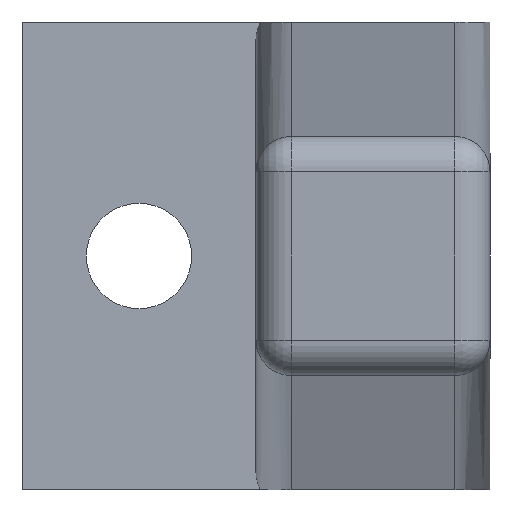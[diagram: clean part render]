
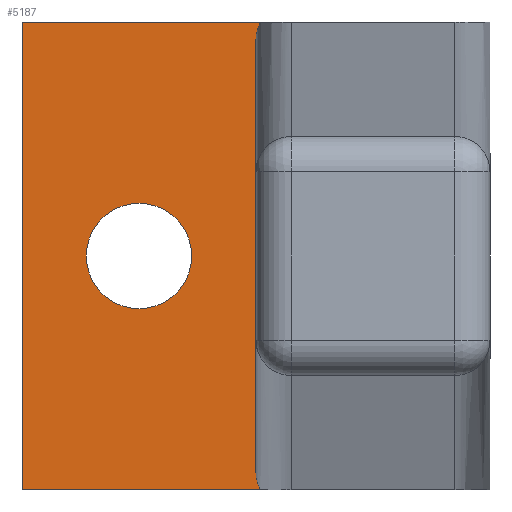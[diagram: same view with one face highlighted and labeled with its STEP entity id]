
A CAD part, front view. The second image highlights one B-rep face of the part: STEP entity #5187.
In plain terms, the highlighted planar face has unit normal (0, -1, 0).
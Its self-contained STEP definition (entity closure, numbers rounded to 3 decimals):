
#245 = DIRECTION ( 'NONE',  ( -1., 0., 0. ) ) ;
#589 = AXIS2_PLACEMENT_3D ( 'NONE', #6565, #4866, #3958 ) ;
#602 = LINE ( 'NONE', #4402, #5766 ) ;
#662 = CIRCLE ( 'NONE', #6715, 4.5 ) ;
#834 = DIRECTION ( 'NONE',  ( 0., 1., 0. ) ) ;
#951 = EDGE_CURVE ( 'NONE', #5645, #1574, #1083, .T. ) ;
#1020 = VECTOR ( 'NONE', #4829, 1000. ) ;
#1037 = CARTESIAN_POINT ( 'NONE',  ( 20.383, 25.714, 40. ) ) ;
#1060 = CARTESIAN_POINT ( 'NONE',  ( 20.13, 25.714, 39.548 ) ) ;
#1083 = LINE ( 'NONE', #6756, #3731 ) ;
#1103 = CARTESIAN_POINT ( 'NONE',  ( 10., 25.714, 24.5 ) ) ;
#1126 = CARTESIAN_POINT ( 'NONE',  ( 20., 25.714, 40. ) ) ;
#1358 = DIRECTION ( 'NONE',  ( 0., 1., 0. ) ) ;
#1512 = DIRECTION ( 'NONE',  ( 1., 0., 0. ) ) ;
#1574 = VERTEX_POINT ( 'NONE', #5724 ) ;
#1577 = EDGE_CURVE ( 'NONE', #4695, #3866, #1612, .T. ) ;
#1584 = CARTESIAN_POINT ( 'NONE',  ( 20.13, 25.714, 0.452 ) ) ;
#1612 =( BOUNDED_CURVE ( )  B_SPLINE_CURVE ( 3, ( #6276, #1584, #4778, #5247 ),
 .UNSPECIFIED., .F., .T. ) 
 B_SPLINE_CURVE_WITH_KNOTS ( ( 4, 4 ),
 ( 4.202, 4.712 ),
 .UNSPECIFIED. ) 
 CURVE ( )  GEOMETRIC_REPRESENTATION_ITEM ( )  RATIONAL_B_SPLINE_CURVE ( ( 1., 0.978, 0.978, 1. ) ) 
 REPRESENTATION_ITEM ( '' )  );
#1619 = LINE ( 'NONE', #3740, #3595 ) ;
#1636 = CARTESIAN_POINT ( 'NONE',  ( 20., 25.714, 39.047 ) ) ;
#1670 = FACE_OUTER_BOUND ( 'NONE', #4865, .T. ) ;
#1675 = EDGE_CURVE ( 'NONE', #5645, #4012, #1619, .T. ) ;
#2141 =( BOUNDED_CURVE ( )  B_SPLINE_CURVE ( 3, ( #3762, #1636, #1060, #5852 ),
 .UNSPECIFIED., .F., .T. ) 
 B_SPLINE_CURVE_WITH_KNOTS ( ( 4, 4 ),
 ( 4.712, 5.223 ),
 .UNSPECIFIED. ) 
 CURVE ( )  GEOMETRIC_REPRESENTATION_ITEM ( )  RATIONAL_B_SPLINE_CURVE ( ( 1., 0.978, 0.978, 1. ) ) 
 REPRESENTATION_ITEM ( '' )  );
#2284 = CARTESIAN_POINT ( 'NONE',  ( 0., 25.714, 40. ) ) ;
#2678 = DIRECTION ( 'NONE',  ( 1., 0., 0. ) ) ;
#2697 = ORIENTED_EDGE ( 'NONE', *, *, #951, .T. ) ;
#3037 = ORIENTED_EDGE ( 'NONE', *, *, #5172, .T. ) ;
#3079 = VERTEX_POINT ( 'NONE', #4103 ) ;
#3304 = EDGE_CURVE ( 'NONE', #6456, #6640, #6184, .T. ) ;
#3470 = CARTESIAN_POINT ( 'NONE',  ( 20.383, 25.714, 0. ) ) ;
#3595 = VECTOR ( 'NONE', #1512, 1000. ) ;
#3731 = VECTOR ( 'NONE', #5772, 1000. ) ;
#3740 = CARTESIAN_POINT ( 'NONE',  ( 20., 25.714, 40. ) ) ;
#3752 = EDGE_CURVE ( 'NONE', #6640, #6456, #662, .T. ) ;
#3762 = CARTESIAN_POINT ( 'NONE',  ( 20., 25.714, 38.53 ) ) ;
#3855 = ORIENTED_EDGE ( 'NONE', *, *, #1577, .T. ) ;
#3866 = VERTEX_POINT ( 'NONE', #5762 ) ;
#3888 = PLANE ( 'NONE',  #589 ) ;
#3942 = ORIENTED_EDGE ( 'NONE', *, *, #3752, .T. ) ;
#3958 = DIRECTION ( 'NONE',  ( -1., 0., 0. ) ) ;
#4012 = VERTEX_POINT ( 'NONE', #1037 ) ;
#4048 = CARTESIAN_POINT ( 'NONE',  ( 10., 25.714, 20. ) ) ;
#4074 = ORIENTED_EDGE ( 'NONE', *, *, #1675, .F. ) ;
#4103 = CARTESIAN_POINT ( 'NONE',  ( 20., 25.714, 38.53 ) ) ;
#4402 = CARTESIAN_POINT ( 'NONE',  ( 20., 25.714, 0. ) ) ;
#4695 = VERTEX_POINT ( 'NONE', #3470 ) ;
#4778 = CARTESIAN_POINT ( 'NONE',  ( 20., 25.714, 0.953 ) ) ;
#4829 = DIRECTION ( 'NONE',  ( 0., 0., -1. ) ) ;
#4865 = EDGE_LOOP ( 'NONE', ( #5335, #3855, #6411, #3037, #4074, #2697 ) ) ;
#4866 = DIRECTION ( 'NONE',  ( 0., 1., 0. ) ) ;
#5077 = EDGE_LOOP ( 'NONE', ( #5861, #3942 ) ) ;
#5172 = EDGE_CURVE ( 'NONE', #3079, #4012, #2141, .T. ) ;
#5183 = EDGE_CURVE ( 'NONE', #3079, #3866, #5785, .T. ) ;
#5187 = ADVANCED_FACE ( 'NONE', ( #6395, #1670 ), #3888, .F. ) ;
#5247 = CARTESIAN_POINT ( 'NONE',  ( 20., 25.714, 1.47 ) ) ;
#5335 = ORIENTED_EDGE ( 'NONE', *, *, #5485, .T. ) ;
#5485 = EDGE_CURVE ( 'NONE', #1574, #4695, #602, .T. ) ;
#5635 = AXIS2_PLACEMENT_3D ( 'NONE', #6698, #1358, #6222 ) ;
#5645 = VERTEX_POINT ( 'NONE', #2284 ) ;
#5724 = CARTESIAN_POINT ( 'NONE',  ( 0., 25.714, 0. ) ) ;
#5762 = CARTESIAN_POINT ( 'NONE',  ( 20., 25.714, 1.47 ) ) ;
#5766 = VECTOR ( 'NONE', #2678, 1000. ) ;
#5772 = DIRECTION ( 'NONE',  ( 0., 0., -1. ) ) ;
#5785 = LINE ( 'NONE', #1126, #1020 ) ;
#5852 = CARTESIAN_POINT ( 'NONE',  ( 20.383, 25.714, 40. ) ) ;
#5861 = ORIENTED_EDGE ( 'NONE', *, *, #3304, .T. ) ;
#6129 = CARTESIAN_POINT ( 'NONE',  ( 10., 25.714, 15.5 ) ) ;
#6184 = CIRCLE ( 'NONE', #5635, 4.5 ) ;
#6222 = DIRECTION ( 'NONE',  ( -1., 0., 0. ) ) ;
#6276 = CARTESIAN_POINT ( 'NONE',  ( 20.383, 25.714, 0. ) ) ;
#6395 = FACE_BOUND ( 'NONE', #5077, .T. ) ;
#6411 = ORIENTED_EDGE ( 'NONE', *, *, #5183, .F. ) ;
#6456 = VERTEX_POINT ( 'NONE', #1103 ) ;
#6565 = CARTESIAN_POINT ( 'NONE',  ( 20., 25.714, 40. ) ) ;
#6640 = VERTEX_POINT ( 'NONE', #6129 ) ;
#6698 = CARTESIAN_POINT ( 'NONE',  ( 10., 25.714, 20. ) ) ;
#6715 = AXIS2_PLACEMENT_3D ( 'NONE', #4048, #834, #245 ) ;
#6756 = CARTESIAN_POINT ( 'NONE',  ( 0., 25.714, 40. ) ) ;
